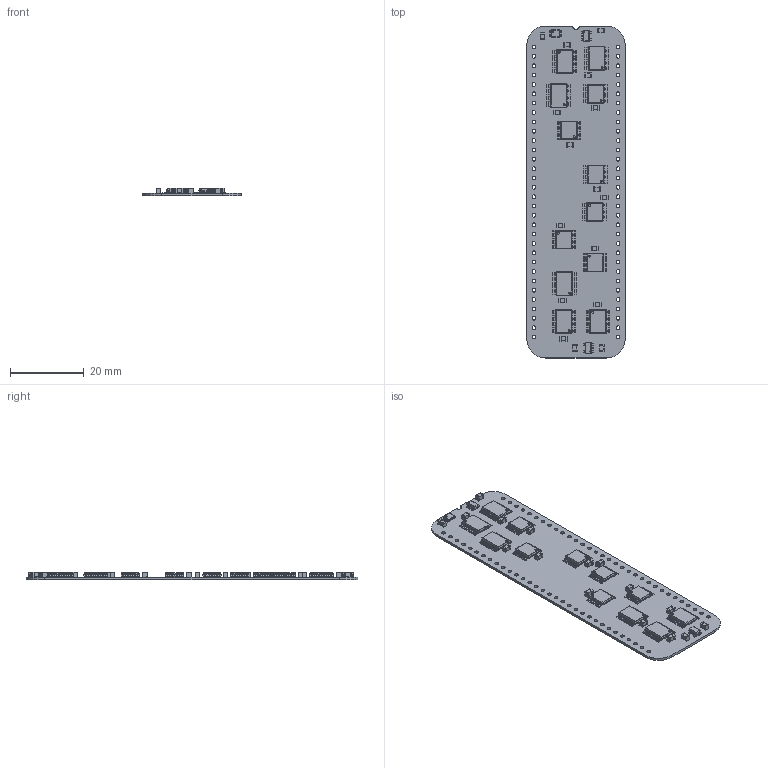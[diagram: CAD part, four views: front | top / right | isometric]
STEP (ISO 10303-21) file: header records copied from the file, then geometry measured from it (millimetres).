
FILE_DESCRIPTION(('KiCad electronic assembly'),'2;1');
FILE_NAME('Counter 24bit with IO.step','2024-08-15T20:27:04',('Pcbnew'), ('Kicad'),'Open CASCADE STEP processor 7.8','KiCad to STEP converter', 'Unknown');
FILE_SCHEMA(('AUTOMOTIVE_DESIGN { 1 0 10303 214 1 1 1 1 }'));
Length unit declared in the file: millimetre
Products named in the file (14): Counter 24bit with IO 1; M74VHC1G126DTT1G; ASSEMBLY; C_0805_2012Metric; 74LVC273PW,118; MC74VHC139DR2G; SN74LVC2G157DCU3; DCU0008A_ASM; AP7365-33WG-7; Counter 24bit with IO_PCB
Assembly tree (38 placements, depth 3):
  Counter 24bit with IO 1
    M74VHC1G126DTT1G
      ASSEMBLY
    C_0805_2012Metric  x16
      C_0805_2012Metric
    74LVC273PW,118  x6
      ASSEMBLY
    MC74VHC139DR2G  x6
      ASSEMBLY
    SN74LVC2G157DCU3
      DCU0008A_ASM
    AP7365-33WG-7
      ASSEMBLY
    Counter 24bit with IO_PCB
Bounding box: 26.67 x 90.17 x 2.05 mm (x, y, z)
Volume: 1991.6 mm3; surface area: 6239.6 mm2
Topology: 266 solids, 266 shells, 3947 faces, 9856 edges, 6488 vertices
Faces by surface type: plane 2820, cylinder 1119, sphere 8
Full cylindrical faces by diameter (mm): 0.188 x1, 0.2 x1, 0.55 x12, 1 x64
Entity records: 29051 total; most frequent: CARTESIAN_POINT 5020, DIRECTION 4884, ORIENTED_EDGE 4732, EDGE_CURVE 2366, LINE 1772, VECTOR 1772, AXIS2_PLACEMENT_3D 1556, VERTEX_POINT 1548
